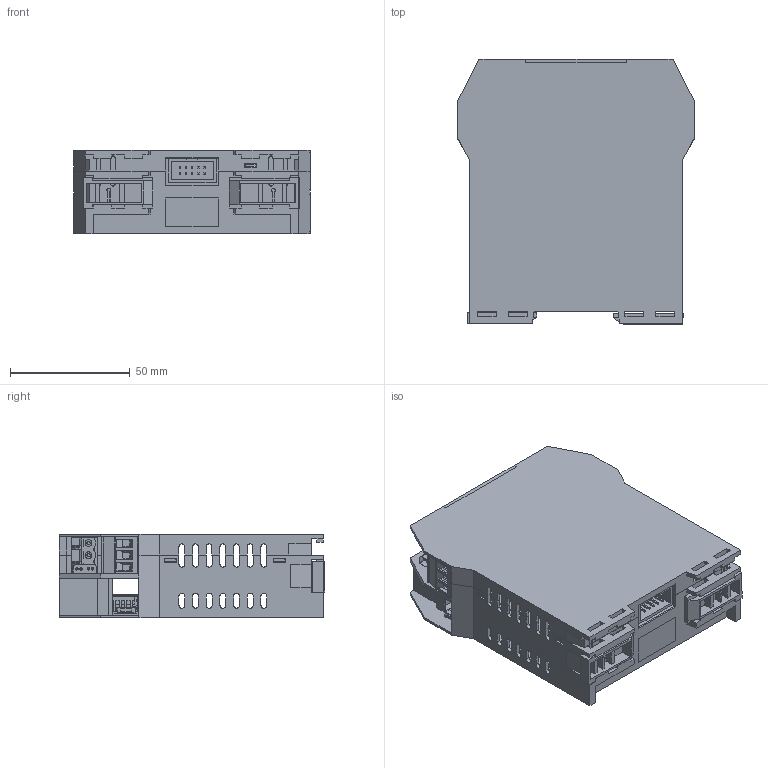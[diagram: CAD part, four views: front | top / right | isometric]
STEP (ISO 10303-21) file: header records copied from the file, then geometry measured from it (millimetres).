
FILE_DESCRIPTION(/* description */ ('','CAx-IF Rec.Pracs.---Representation and Presentation of Product Manufacturing Information (PMI)---3.8---2014-02-18'),/* implementation_level */ '2;1');
FILE_NAME(/* name */ 'Z-TWS4.stp',/* time_stamp */ '2017-03-13T15:47:01+01:00',/* author */ ('teso'),/* organization */ (''),/* preprocessor_version */ 'ST-DEVELOPER v16.5',/* originating_system */ 'Autodesk Inventor 2017',/* authorisation */ '');
FILE_SCHEMA (('AP242_MANAGED_MODEL_BASED_3D_ENGINEERING_MIM_LF { 1 0 10303 442 1 1 4 }'));
Products named in the file (22): Z-TWS4; contenitore; gancio fissaggio; connettore bus; contenitore_1; Fix1_MIR1; Coperchio-post.; Coperchio-ant.2; MSTB_2.5_3-ST-5.08; Tappo-morsetti; MSTB_2.5_3-ST-5.08_MIR4; micro usb; ETH-SOK-F; 629104151021; 629104151021_01; 629104151021_02; 629104151021_03; 629104151021_04; 629104151021_05; 629104151021_06; PIASTRA-USB2; MOLEX-COM1
Assembly tree (25 placements, depth 3):
  Z-TWS4
    contenitore
    gancio fissaggio
    connettore bus
    contenitore_1
    Fix1_MIR1
    Coperchio-post.
    Coperchio-ant.2
    MSTB_2.5_3-ST-5.08  x2
    Tappo-morsetti  x2
    MSTB_2.5_3-ST-5.08_MIR4
    micro usb
    ETH-SOK-F  x2
    629104151021
      629104151021_01
      629104151021_02
      629104151021_03
      629104151021_04
      629104151021_05
      629104151021_06
      PIASTRA-USB2
    PIASTRA-USB2
    MOLEX-COM1
Bounding box: 98.5 x 110.83 x 35 mm (x, y, z)
Volume: 67221.3 mm3; surface area: 93500.5 mm2
Topology: 24 solids, 24 shells, 2371 faces, 6474 edges, 4225 vertices
Faces by surface type: plane 1911, cylinder 436, cone 12, bspline 8, torus 4
Full cylindrical faces by diameter (mm): 0.05 x2, 0.609 x3, 0.65 x2, 1 x4, 1.15 x2, 1.3 x2, 1.4 x9, 1.5 x4, 1.6 x4, 2.8 x9, 3 x4, 3.783 x9, 4 x9
Entity records: 67294 total; most frequent: CARTESIAN_POINT 11803, ORIENTED_EDGE 11456, DIRECTION 10836, EDGE_CURVE 5728, LINE 4904, VECTOR 4904, VERTEX_POINT 3777, AXIS2_PLACEMENT_3D 2966
